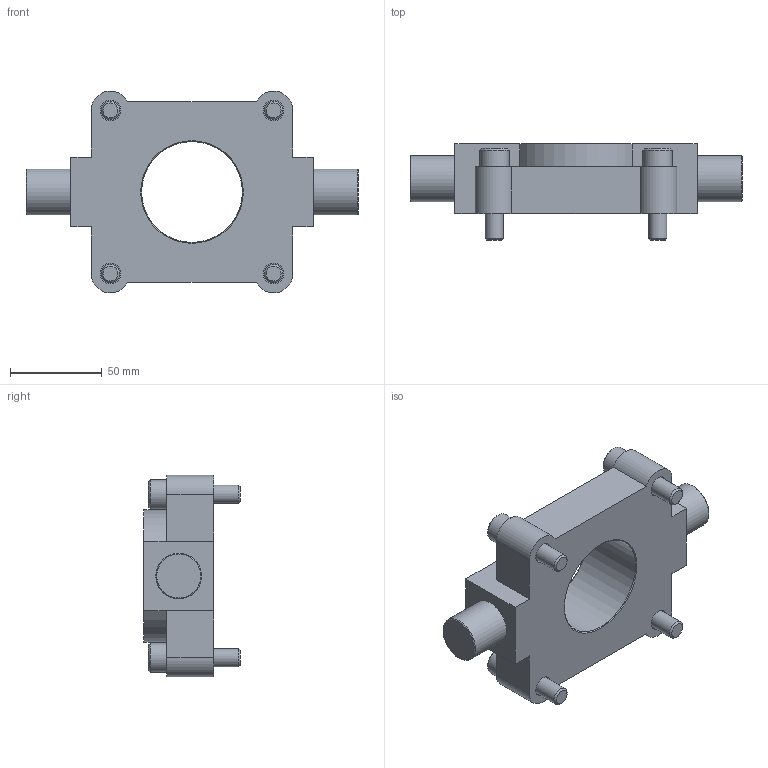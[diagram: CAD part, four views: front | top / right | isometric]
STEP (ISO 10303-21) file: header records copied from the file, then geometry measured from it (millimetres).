
FILE_DESCRIPTION(/* description */ ('STEP AP214'),/* implementation_level */ '2;1');
FILE_NAME(/* name */ '161857_CRZNG-100',/* time_stamp */ '2024-08-05T10:35:05+02:00',/* author */ ('License CC BY-ND 4.0'),/* organization */ ('CADENAS'),/* preprocessor_version */ 'ST-DEVELOPER v19.3',/* originating_system */ 'PARTsolutions',/* authorisation */ ' ');
FILE_SCHEMA (('CONFIG_CONTROL_DESIGN','AP203_CONFIGURATION_CONTROLLED_3D_DESIGN_OF_MECHANICAL_PARTS_AND_ASSEMBLIES_MIM_LF { 1 0 10303 203 3 1 4 }','AUTOMOTIVE_DESIGN { 1 0 10303 214 3 1 1 }','TECHNICAL_DATA_PACKAGING','AUTOMOTIVE_DESIGN {1 0 10303 214 3 1 1}'));
Length unit declared in the file: millimetre
Products named in the file (3): 161857 CRZNG-100; 161857 CRZNG-100---(S); DIN-912 - M10x40(F)
Assembly tree (5 placements, depth 2):
  161857 CRZNG-100
    161857 CRZNG-100---(S)
    DIN-912 - M10x40(F)  x4
Bounding box: 181 x 52.5 x 109.95 mm (x, y, z)
Volume: 328999.1 mm3; surface area: 57907 mm2
Topology: 5 solids, 5 shells, 147 faces, 298 edges, 167 vertices
Faces by surface type: plane 78, cone 48, cylinder 21
Full cylindrical faces by diameter (mm): 10 x4, 11.3 x4, 16 x4, 25 x2, 55 x1
Entity records: 1770 total; most frequent: DIRECTION 304, CARTESIAN_POINT 304, ORIENTED_EDGE 244, EDGE_CURVE 122, AXIS2_PLACEMENT_3D 119, FACE_BOUND 95, EDGE_LOOP 94, VERTEX_POINT 85
